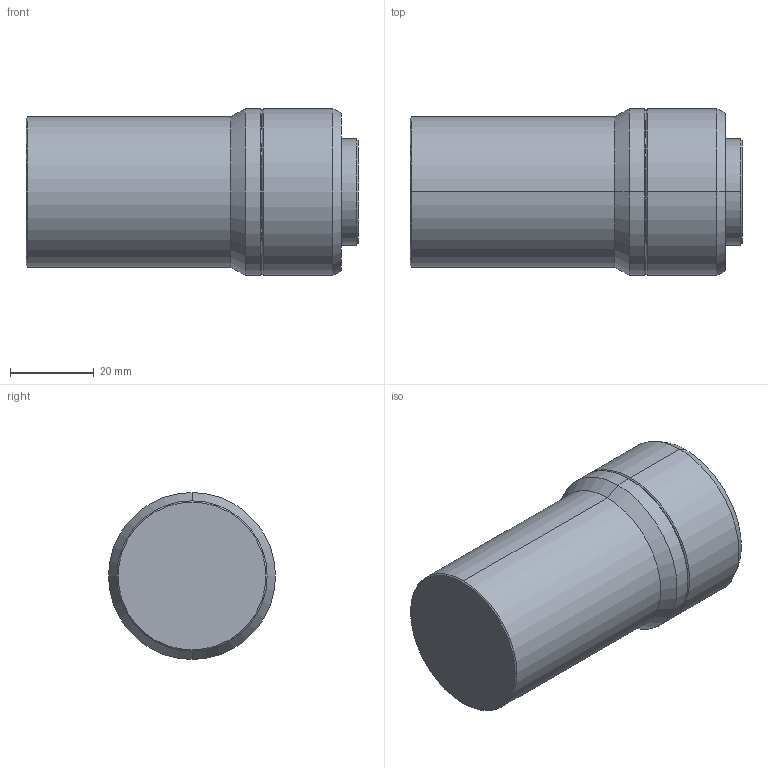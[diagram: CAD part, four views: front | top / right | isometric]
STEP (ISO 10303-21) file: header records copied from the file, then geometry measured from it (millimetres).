
FILE_DESCRIPTION (( 'STEP AP203' ), '1' );
FILE_NAME ('WWT118-07-95.STEP', '2021-07-09T01:08:43', ( '' ), ( '' ), 'SwSTEP 2.0', 'SolidWorks 2017', '' );
FILE_SCHEMA (( 'CONFIG_CONTROL_DESIGN' ));
Length unit declared in the file: millimetre
Products named in the file (1): WWT118-07-95
Bounding box: 79.5 x 40 x 40 mm (x, y, z)
Volume: 84616.3 mm3; surface area: 11392.9 mm2
Topology: 1 solids, 1 shells, 23 faces, 44 edges, 24 vertices
Faces by surface type: cone 12, cylinder 8, plane 3
Entity records: 651 total; most frequent: DIRECTION 116, CARTESIAN_POINT 92, ORIENTED_EDGE 88, AXIS2_PLACEMENT_3D 48, EDGE_CURVE 44, CIRCLE 24, VERTEX_POINT 24, EDGE_LOOP 24
